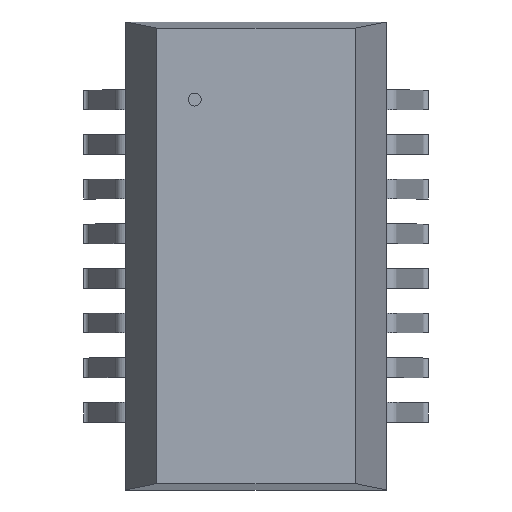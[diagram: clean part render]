
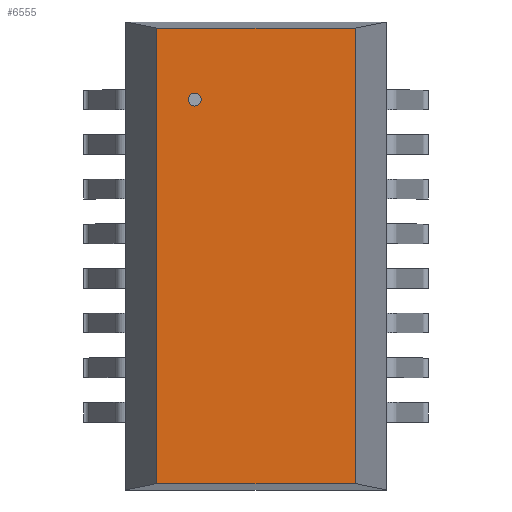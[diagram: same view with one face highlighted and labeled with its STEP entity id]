
A CAD part, top view. The second image highlights one B-rep face of the part: STEP entity #6555.
In plain terms, the highlighted planar face has unit normal (0, 0, 1).
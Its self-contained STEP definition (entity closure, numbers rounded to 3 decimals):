
#356 = EDGE_CURVE ( 'NONE', #2791, #6557, #5954, .T. ) ;
#366 = CARTESIAN_POINT ( 'NONE',  ( -0.94, -6.476, 6.147 ) ) ;
#371 = CARTESIAN_POINT ( 'NONE',  ( -2.819, -6.477, 6.147 ) ) ;
#841 = AXIS2_PLACEMENT_3D ( 'NONE', #371, #4491, #5566 ) ;
#856 = ORIENTED_EDGE ( 'NONE', *, *, #7029, .F. ) ;
#925 = PLANE ( 'NONE',  #841 ) ;
#930 = EDGE_LOOP ( 'NONE', ( #4454, #2016, #3159, #856 ) ) ;
#1221 = CARTESIAN_POINT ( 'NONE',  ( 2.819, -2.159, 6.147 ) ) ;
#1334 = CARTESIAN_POINT ( 'NONE',  ( 2.819, 6.477, 6.147 ) ) ;
#1637 = CARTESIAN_POINT ( 'NONE',  ( -2.819, -6.477, 6.147 ) ) ;
#1706 = B_SPLINE_CURVE_WITH_KNOTS ( 'NONE', 3,
 ( #1637, #5849, #3398, #2383 ),
 .UNSPECIFIED., .F., .F.,
 ( 4, 4 ),
 ( 0., 1. ),
 .UNSPECIFIED. ) ;
#1978 = EDGE_CURVE ( 'NONE', #4613, #4103, #6136, .T. ) ;
#2016 = ORIENTED_EDGE ( 'NONE', *, *, #4684, .F. ) ;
#2383 = CARTESIAN_POINT ( 'NONE',  ( -2.819, 6.477, 6.147 ) ) ;
#2744 = CARTESIAN_POINT ( 'NONE',  ( -2.819, -6.477, 6.147 ) ) ;
#2791 = VERTEX_POINT ( 'NONE', #4110 ) ;
#2921 = CARTESIAN_POINT ( 'NONE',  ( 2.819, 2.159, 6.147 ) ) ;
#3159 = ORIENTED_EDGE ( 'NONE', *, *, #356, .F. ) ;
#3181 = CARTESIAN_POINT ( 'NONE',  ( 0.94, 6.476, 6.147 ) ) ;
#3398 = CARTESIAN_POINT ( 'NONE',  ( -2.819, 2.159, 6.147 ) ) ;
#4103 = VERTEX_POINT ( 'NONE', #7290 ) ;
#4110 = CARTESIAN_POINT ( 'NONE',  ( -2.819, 6.477, 6.147 ) ) ;
#4453 = CARTESIAN_POINT ( 'NONE',  ( 2.819, -6.477, 6.147 ) ) ;
#4454 = ORIENTED_EDGE ( 'NONE', *, *, #1978, .F. ) ;
#4461 = CARTESIAN_POINT ( 'NONE',  ( 2.819, 6.477, 6.147 ) ) ;
#4491 = DIRECTION ( 'NONE',  ( 0., 0., 1. ) ) ;
#4613 = VERTEX_POINT ( 'NONE', #6564 ) ;
#4684 = EDGE_CURVE ( 'NONE', #6557, #4613, #5399, .T. ) ;
#5399 = B_SPLINE_CURVE_WITH_KNOTS ( 'NONE', 3,
 ( #6481, #2921, #1221, #7147 ),
 .UNSPECIFIED., .F., .F.,
 ( 4, 4 ),
 ( 0., 1. ),
 .UNSPECIFIED. ) ;
#5566 = DIRECTION ( 'NONE',  ( 1., 0., 0. ) ) ;
#5635 = CARTESIAN_POINT ( 'NONE',  ( 0.94, -6.476, 6.147 ) ) ;
#5849 = CARTESIAN_POINT ( 'NONE',  ( -2.819, -2.159, 6.147 ) ) ;
#5954 = B_SPLINE_CURVE_WITH_KNOTS ( 'NONE', 3,
 ( #7268, #5980, #3181, #1334 ),
 .UNSPECIFIED., .F., .F.,
 ( 4, 4 ),
 ( 0., 1. ),
 .UNSPECIFIED. ) ;
#5980 = CARTESIAN_POINT ( 'NONE',  ( -0.94, 6.476, 6.147 ) ) ;
#6136 = B_SPLINE_CURVE_WITH_KNOTS ( 'NONE', 3,
 ( #4453, #5635, #366, #2744 ),
 .UNSPECIFIED., .F., .F.,
 ( 4, 4 ),
 ( 0., 1. ),
 .UNSPECIFIED. ) ;
#6481 = CARTESIAN_POINT ( 'NONE',  ( 2.819, 6.477, 6.147 ) ) ;
#6555 = ADVANCED_FACE ( 'NONE', ( #6723 ), #925, .T. ) ;
#6557 = VERTEX_POINT ( 'NONE', #4461 ) ;
#6564 = CARTESIAN_POINT ( 'NONE',  ( 2.819, -6.477, 6.147 ) ) ;
#6723 = FACE_OUTER_BOUND ( 'NONE', #930, .T. ) ;
#7029 = EDGE_CURVE ( 'NONE', #4103, #2791, #1706, .T. ) ;
#7147 = CARTESIAN_POINT ( 'NONE',  ( 2.819, -6.477, 6.147 ) ) ;
#7268 = CARTESIAN_POINT ( 'NONE',  ( -2.819, 6.477, 6.147 ) ) ;
#7290 = CARTESIAN_POINT ( 'NONE',  ( -2.819, -6.477, 6.147 ) ) ;
